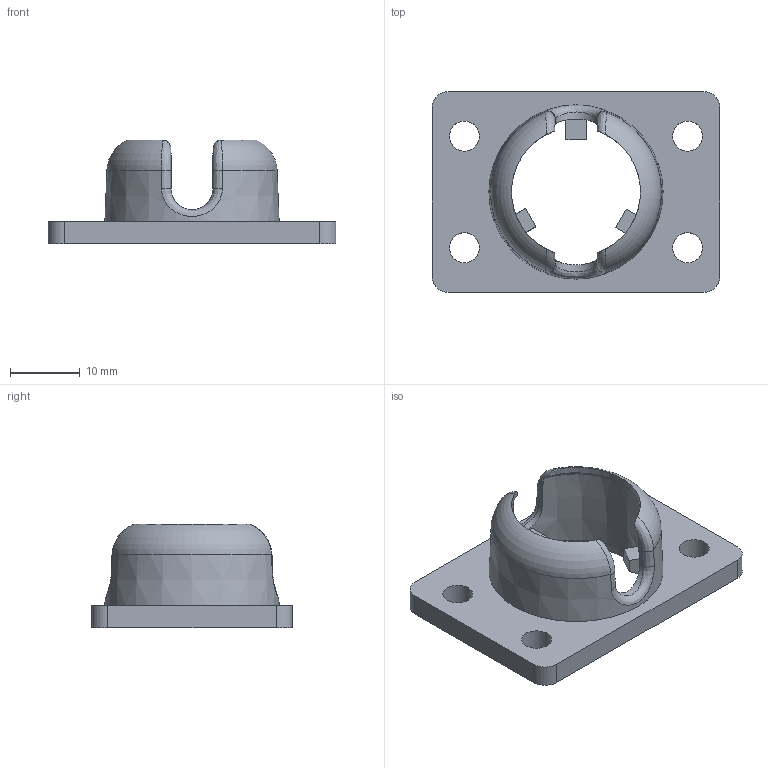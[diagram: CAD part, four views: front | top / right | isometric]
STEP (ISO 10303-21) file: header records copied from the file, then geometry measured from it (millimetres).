
FILE_DESCRIPTION(/* description */ (''),/* implementation_level */ '2;1');
FILE_NAME(/* name */ '45-0301.stp',/* time_stamp */ '2015-01-27T14:17:10-05:00',/* author */ ('Justin'),/* organization */ (''),/* preprocessor_version */ 'ST-DEVELOPER v15.6',/* originating_system */ 'Autodesk Inventor 2015',/* authorisation */ '');
FILE_SCHEMA (('CONFIG_CONTROL_DESIGN'));
Length unit declared in the file: millimetre
Products named in the file (1): 45-0301
Bounding box: 41.3 x 28.8 x 14.9 mm (x, y, z)
Volume: 3821.5 mm3; surface area: 3856.3 mm2
Topology: 1 solids, 1 shells, 59 faces, 165 edges, 111 vertices
Faces by surface type: plane 27, cylinder 13, bspline 10, cone 7, torus 2
Full cylindrical faces by diameter (mm): 4.3 x4, 21.154 x1
Entity records: 2538 total; most frequent: CARTESIAN_POINT 1149, ORIENTED_EDGE 304, DIRECTION 242, EDGE_CURVE 152, VERTEX_POINT 105, AXIS2_PLACEMENT_3D 96, EDGE_LOOP 79, FACE_OUTER_BOUND 59
